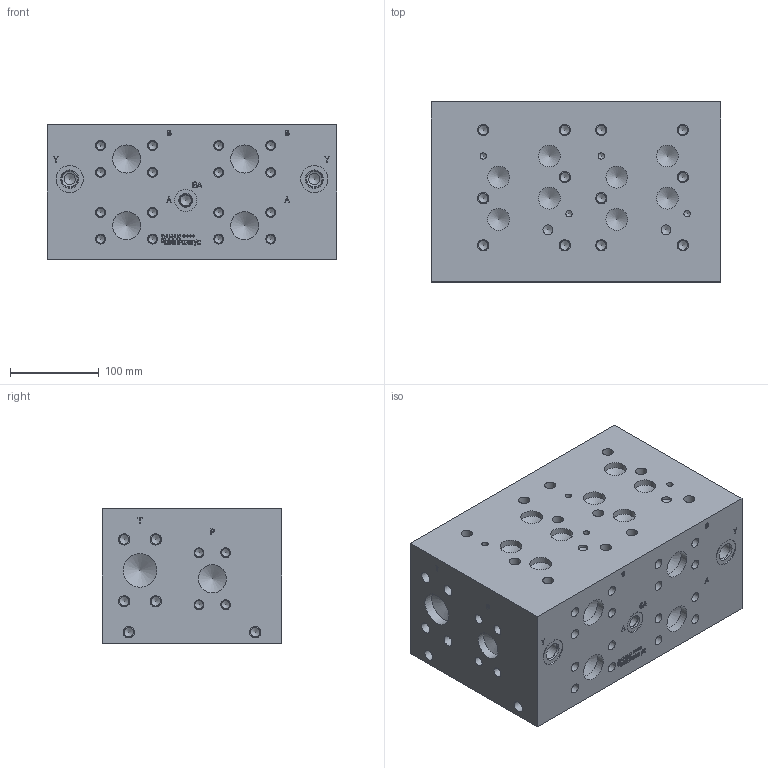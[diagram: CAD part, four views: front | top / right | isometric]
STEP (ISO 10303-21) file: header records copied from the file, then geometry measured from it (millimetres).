
FILE_DESCRIPTION(/* description */ (''),/* implementation_level */ '2;1');
FILE_NAME(/* name */ '_D08HP025F_C.stp',/* time_stamp */ '2020-05-18T09:33:33-04:00',/* author */ ('alexanderw'),/* organization */ (''),/* preprocessor_version */ 'ST-DEVELOPER v17',/* originating_system */ 'Autodesk Inventor 2019',/* authorisation */ '');
FILE_SCHEMA (('AUTOMOTIVE_DESIGN { 1 0 10303 214 3 1 1 }'));
Length unit declared in the file: millimetre
Products named in the file (1): Part_AD08HP025F~C_3D
Bounding box: 327.02 x 203.2 x 152.4 mm (x, y, z)
Volume: 9729845.7 mm3; surface area: 380244.7 mm2
Topology: 1 solids, 1 shells, 816 faces, 2249 edges, 1543 vertices
Faces by surface type: plane 424, bspline 165, cylinder 140, cone 87
Full cylindrical faces by diameter (mm): 7.137 x4, 9.347 x24, 10.719 x24, 11.125 x26, 12.294 x1, 12.7 x26, 12.9 x1, 14.275 x1, 14.529 x1, 17.501 x2, 19.05 x3, 19.253 x2, 24.613 x8, 25.019 x1, 28.62 x1, 30.632 x2, 31.344 x1, 31.75 x6, 33.34 x1, 33.71 x1, 38.1 x2, 44.45 x1, 60.325 x1
Entity records: 27356 total; most frequent: CARTESIAN_POINT 6764, ORIENTED_EDGE 4354, DIRECTION 3660, EDGE_CURVE 2177, VERTEX_POINT 1543, LINE 1334, VECTOR 1334, AXIS2_PLACEMENT_3D 1163
